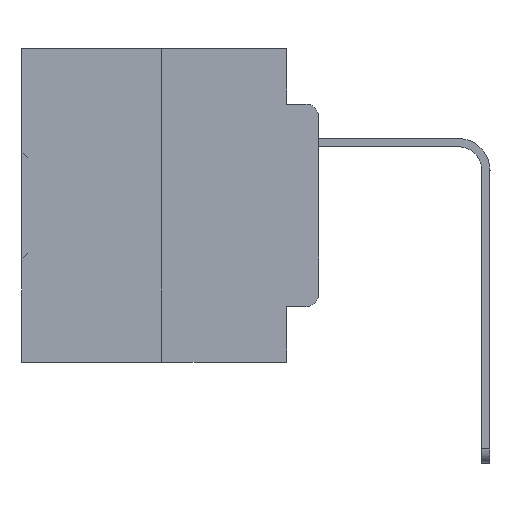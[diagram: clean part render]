
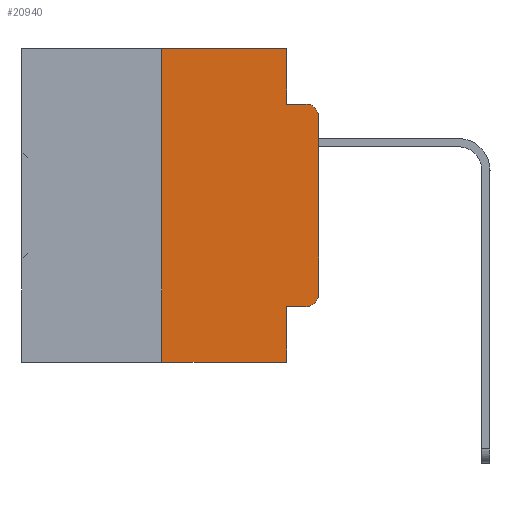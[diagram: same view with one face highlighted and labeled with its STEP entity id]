
A CAD part, left-side view. The second image highlights one B-rep face of the part: STEP entity #20940.
In plain terms, the highlighted planar face has unit normal (-1, 0, 0).
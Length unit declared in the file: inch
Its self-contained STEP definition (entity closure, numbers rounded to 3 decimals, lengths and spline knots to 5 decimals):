
#153 = ORIENTED_EDGE ( 'NONE', *, *, #8942, .T. ) ;
#446 = LINE ( 'NONE', #16222, #20466 ) ;
#594 = VERTEX_POINT ( 'NONE', #22824 ) ;
#851 = CARTESIAN_POINT ( 'NONE',  ( 0., 0.051, -0.4115 ) ) ;
#927 = ORIENTED_EDGE ( 'NONE', *, *, #8581, .T. ) ;
#1462 = DIRECTION ( 'NONE',  ( 0., 0., -1. ) ) ;
#1653 = CARTESIAN_POINT ( 'NONE',  ( 0., 0., -0.1085 ) ) ;
#2056 = DIRECTION ( 'NONE',  ( -1., 0., 0. ) ) ;
#2443 = AXIS2_PLACEMENT_3D ( 'NONE', #11771, #9253, #17345 ) ;
#2516 = EDGE_CURVE ( 'NONE', #14779, #594, #17753, .T. ) ;
#2740 = EDGE_CURVE ( 'NONE', #3436, #12943, #18588, .T. ) ;
#2847 = CARTESIAN_POINT ( 'NONE',  ( 0., 0.25, 0. ) ) ;
#3039 = EDGE_CURVE ( 'NONE', #21717, #19472, #33075, .T. ) ;
#3382 = LINE ( 'NONE', #14462, #14436 ) ;
#3436 = VERTEX_POINT ( 'NONE', #29877 ) ;
#4817 = CARTESIAN_POINT ( 'NONE',  ( 0., 0.25, -0.5 ) ) ;
#7149 = CARTESIAN_POINT ( 'NONE',  ( 0., 0.051, 0. ) ) ;
#7596 = VECTOR ( 'NONE', #21595, 39.37008 ) ;
#8581 = EDGE_CURVE ( 'NONE', #12943, #17149, #446, .T. ) ;
#8845 = VERTEX_POINT ( 'NONE', #23617 ) ;
#8942 = EDGE_CURVE ( 'NONE', #17149, #19472, #31995, .T. ) ;
#9253 = DIRECTION ( 'NONE',  ( -1., 0., 0. ) ) ;
#10812 = CARTESIAN_POINT ( 'NONE',  ( 0., 0.051, 0. ) ) ;
#11205 = PLANE ( 'NONE',  #32965 ) ;
#11771 = CARTESIAN_POINT ( 'NONE',  ( 0., 0.02, -0.3915 ) ) ;
#11984 = CARTESIAN_POINT ( 'NONE',  ( 0., 0.02, -0.0885 ) ) ;
#12893 = CARTESIAN_POINT ( 'NONE',  ( 0., 0.02, -0.1085 ) ) ;
#12943 = VERTEX_POINT ( 'NONE', #33640 ) ;
#14191 = LINE ( 'NONE', #851, #17166 ) ;
#14436 = VECTOR ( 'NONE', #22922, 39.37008 ) ;
#14462 = CARTESIAN_POINT ( 'NONE',  ( 0., 0.473, -0.5 ) ) ;
#14779 = VERTEX_POINT ( 'NONE', #4817 ) ;
#14812 = LINE ( 'NONE', #35262, #7596 ) ;
#15280 = CARTESIAN_POINT ( 'NONE',  ( 0., 0.051, -0.5 ) ) ;
#15443 = ORIENTED_EDGE ( 'NONE', *, *, #17009, .F. ) ;
#16032 = ORIENTED_EDGE ( 'NONE', *, *, #2740, .T. ) ;
#16088 = CARTESIAN_POINT ( 'NONE',  ( 0., 0.051, -0.0885 ) ) ;
#16222 = CARTESIAN_POINT ( 'NONE',  ( 0., 0., 0. ) ) ;
#17009 = EDGE_CURVE ( 'NONE', #32380, #21717, #33246, .T. ) ;
#17149 = VERTEX_POINT ( 'NONE', #1653 ) ;
#17166 = VECTOR ( 'NONE', #22613, 39.37008 ) ;
#17345 = DIRECTION ( 'NONE',  ( 0., 0., -1. ) ) ;
#17555 = EDGE_CURVE ( 'NONE', #8845, #27775, #21657, .T. ) ;
#17753 = LINE ( 'NONE', #2847, #21589 ) ;
#18588 = CIRCLE ( 'NONE', #2443, 0.02 ) ;
#19472 = VERTEX_POINT ( 'NONE', #11984 ) ;
#19944 = VECTOR ( 'NONE', #1462, 39.37008 ) ;
#20466 = VECTOR ( 'NONE', #24344, 39.37008 ) ;
#20940 = ADVANCED_FACE ( 'NONE', ( #32978 ), #11205, .F. ) ;
#21104 = DIRECTION ( 'NONE',  ( 0., 0., -1. ) ) ;
#21589 = VECTOR ( 'NONE', #21910, 39.37008 ) ;
#21595 = DIRECTION ( 'NONE',  ( 0., -1., 0. ) ) ;
#21657 = LINE ( 'NONE', #30962, #32374 ) ;
#21717 = VERTEX_POINT ( 'NONE', #34802 ) ;
#21910 = DIRECTION ( 'NONE',  ( 0., 0., 1. ) ) ;
#22271 = CARTESIAN_POINT ( 'NONE',  ( 0., 0.473, 0. ) ) ;
#22613 = DIRECTION ( 'NONE',  ( 0., -1., 0. ) ) ;
#22816 = DIRECTION ( 'NONE',  ( 0., 0., -1. ) ) ;
#22824 = CARTESIAN_POINT ( 'NONE',  ( 0., 0.25, 0. ) ) ;
#22922 = DIRECTION ( 'NONE',  ( 0., -1., 0. ) ) ;
#23617 = CARTESIAN_POINT ( 'NONE',  ( 0., 0.051, -0.4115 ) ) ;
#23857 = DIRECTION ( 'NONE',  ( 0., -1., 0. ) ) ;
#24344 = DIRECTION ( 'NONE',  ( 0., 0., 1. ) ) ;
#24615 = ORIENTED_EDGE ( 'NONE', *, *, #24848, .T. ) ;
#24729 = EDGE_LOOP ( 'NONE', ( #927, #153, #25146, #15443, #26350, #26839, #29141, #26291, #24615, #16032 ) ) ;
#24848 = EDGE_CURVE ( 'NONE', #8845, #3436, #14191, .T. ) ;
#25146 = ORIENTED_EDGE ( 'NONE', *, *, #3039, .F. ) ;
#25832 = AXIS2_PLACEMENT_3D ( 'NONE', #12893, #2056, #21104 ) ;
#26291 = ORIENTED_EDGE ( 'NONE', *, *, #17555, .F. ) ;
#26350 = ORIENTED_EDGE ( 'NONE', *, *, #35277, .F. ) ;
#26839 = ORIENTED_EDGE ( 'NONE', *, *, #2516, .F. ) ;
#27060 = VECTOR ( 'NONE', #23857, 39.37008 ) ;
#27529 = DIRECTION ( 'NONE',  ( 1., 0., 0. ) ) ;
#27630 = EDGE_CURVE ( 'NONE', #14779, #27775, #3382, .T. ) ;
#27774 = DIRECTION ( 'NONE',  ( 0., 0., -1. ) ) ;
#27775 = VERTEX_POINT ( 'NONE', #15280 ) ;
#29141 = ORIENTED_EDGE ( 'NONE', *, *, #27630, .T. ) ;
#29877 = CARTESIAN_POINT ( 'NONE',  ( 0., 0.02, -0.4115 ) ) ;
#30962 = CARTESIAN_POINT ( 'NONE',  ( 0., 0.051, 0. ) ) ;
#31995 = CIRCLE ( 'NONE', #25832, 0.02 ) ;
#32374 = VECTOR ( 'NONE', #22816, 39.37008 ) ;
#32380 = VERTEX_POINT ( 'NONE', #10812 ) ;
#32965 = AXIS2_PLACEMENT_3D ( 'NONE', #22271, #27529, #27774 ) ;
#32978 = FACE_OUTER_BOUND ( 'NONE', #24729, .T. ) ;
#33075 = LINE ( 'NONE', #16088, #27060 ) ;
#33246 = LINE ( 'NONE', #7149, #19944 ) ;
#33640 = CARTESIAN_POINT ( 'NONE',  ( 0., 0., -0.3915 ) ) ;
#34802 = CARTESIAN_POINT ( 'NONE',  ( 0., 0.051, -0.0885 ) ) ;
#35262 = CARTESIAN_POINT ( 'NONE',  ( 0., 0.473, 0. ) ) ;
#35277 = EDGE_CURVE ( 'NONE', #594, #32380, #14812, .T. ) ;
